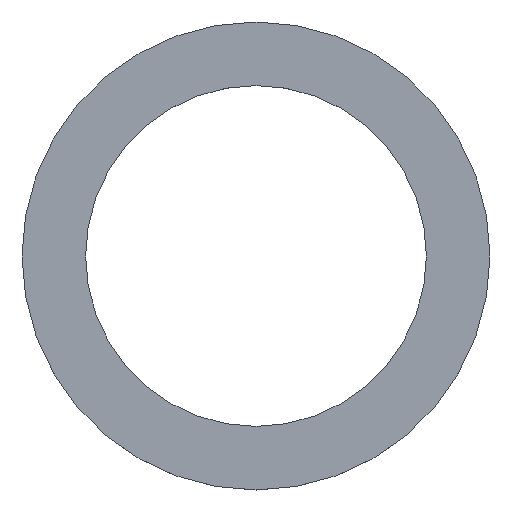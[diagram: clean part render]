
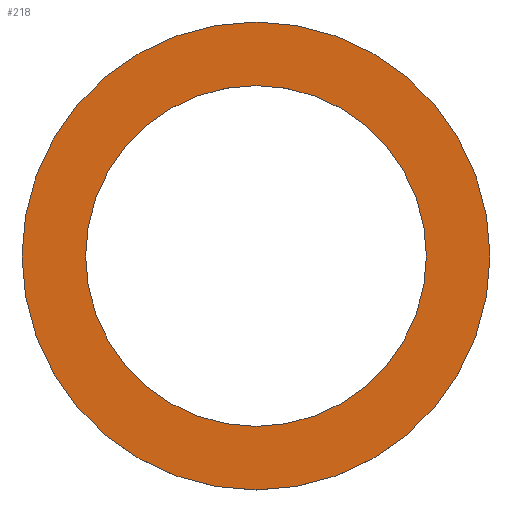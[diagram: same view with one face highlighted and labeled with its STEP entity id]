
A CAD part, top view. The second image highlights one B-rep face of the part: STEP entity #218.
In plain terms, the highlighted planar face has unit normal (0, 0, 1).
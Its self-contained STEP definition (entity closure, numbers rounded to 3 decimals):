
#18=FACE_BOUND('',#48,.T.);
#22=PLANE('',#255);
#32=FACE_OUTER_BOUND('',#47,.T.);
#47=EDGE_LOOP('',(#169));
#48=EDGE_LOOP('',(#170));
#61=CIRCLE('',#247,15.859);
#64=CIRCLE('',#253,11.55);
#106=VERTEX_POINT('',#429);
#109=VERTEX_POINT('',#440);
#127=EDGE_CURVE('',#106,#106,#61,.T.);
#131=EDGE_CURVE('',#109,#109,#64,.T.);
#169=ORIENTED_EDGE('',*,*,#127,.T.);
#170=ORIENTED_EDGE('',*,*,#131,.T.);
#218=ADVANCED_FACE('',(#32,#18),#22,.T.);
#247=AXIS2_PLACEMENT_3D('',#431,#283,#284);
#253=AXIS2_PLACEMENT_3D('',#441,#296,#297);
#255=AXIS2_PLACEMENT_3D('',#445,#301,#302);
#283=DIRECTION('center_axis',(0.,0.,
1.));
#284=DIRECTION('ref_axis',(-1.,0.,0.));
#296=DIRECTION('center_axis',(0.,0.,
-1.));
#297=DIRECTION('ref_axis',(1.,0.,0.));
#301=DIRECTION('center_axis',(0.,0.,
1.));
#302=DIRECTION('ref_axis',(-1.,0.,0.));
#429=CARTESIAN_POINT('',(14.12,-32.526,12.401));
#431=CARTESIAN_POINT('Origin',(-1.739,-32.526,12.401));
#440=CARTESIAN_POINT('',(-13.289,-32.526,12.401));
#441=CARTESIAN_POINT('Origin',(-1.739,-32.526,12.401));
#445=CARTESIAN_POINT('Origin',(-1.739,-32.526,12.401));
